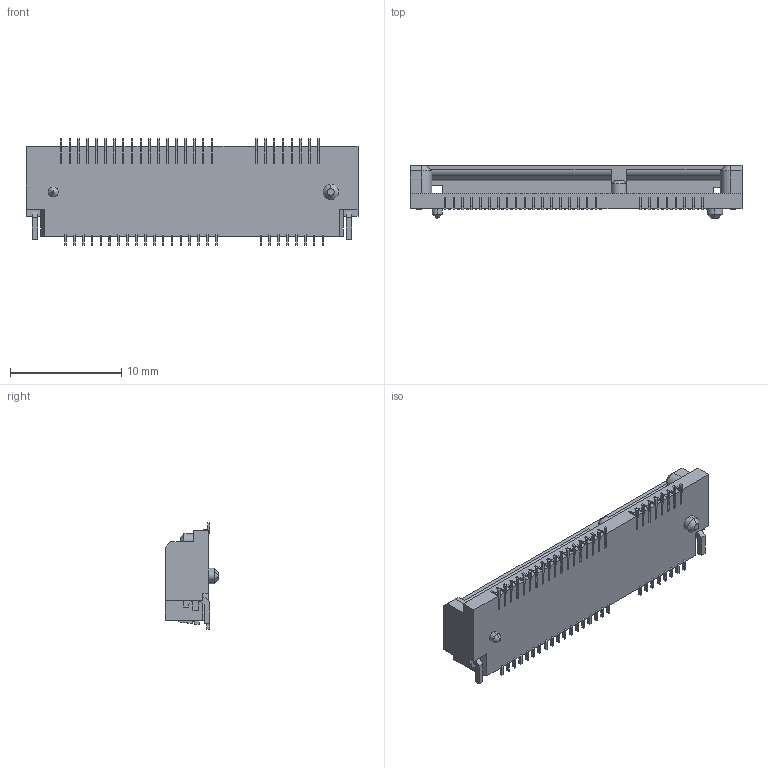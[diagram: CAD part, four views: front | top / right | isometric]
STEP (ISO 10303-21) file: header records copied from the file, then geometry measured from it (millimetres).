
FILE_DESCRIPTION (( 'STEP AP214' ), '1' );
FILE_NAME ('User Library-K3D-MM60-52B1-G1-V1_JAE_Proprietary.STEP', '2020-05-21T16:00:38', ( '' ), ( '' ), 'SwSTEP 2.0', 'SolidWorks 2019', '' );
FILE_SCHEMA (( 'AUTOMOTIVE_DESIGN' ));
Length unit declared in the file: millimetre
Products named in the file (1): User Library-K3D-MM60-52B1-G1-V1_JAE_Proprietary
Bounding box: 29.9 x 4.8 x 9.6 mm (x, y, z)
Volume: 710.9 mm3; surface area: 1004.1 mm2
Topology: 1 solids, 1 shells, 1169 faces, 3335 edges, 2218 vertices
Faces by surface type: plane 859, cylinder 303, cone 7
Entity records: 37900 total; most frequent: CARTESIAN_POINT 6723, ORIENTED_EDGE 6670, DIRECTION 6288, EDGE_CURVE 3335, VECTOR 2722, LINE 2722, VERTEX_POINT 2218, AXIS2_PLACEMENT_3D 1783
